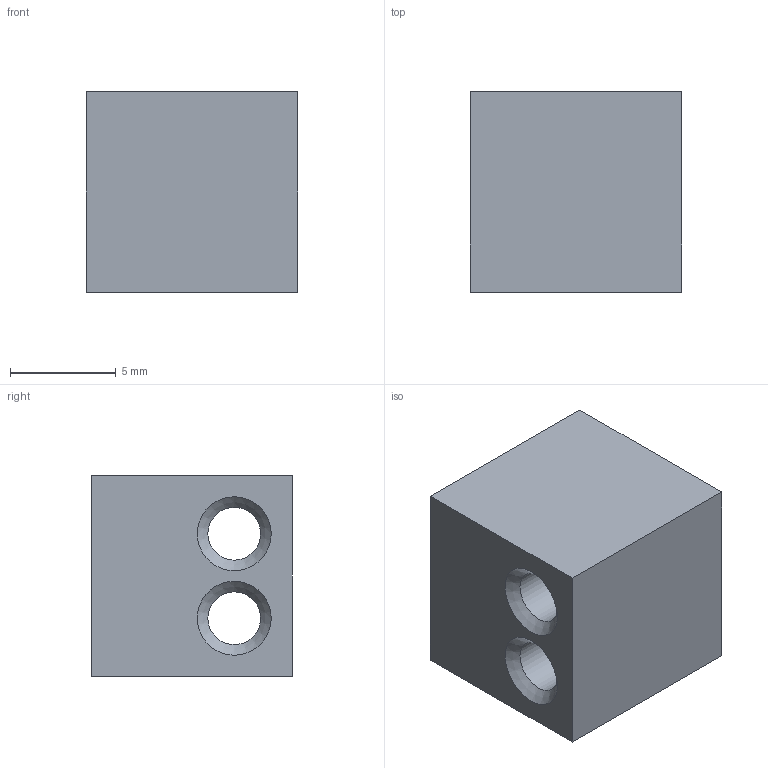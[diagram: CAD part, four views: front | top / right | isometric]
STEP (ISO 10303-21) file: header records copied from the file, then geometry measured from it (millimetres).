
FILE_DESCRIPTION(/* description */ (''),/* implementation_level */ '2;1');
FILE_NAME(/* name */ 'glue_test_PULLING.stp',/* time_stamp */ '2025-12-21T14:49:35+01:00',/* author */ ('szymo'),/* organization */ (''),/* preprocessor_version */ 'ST-DEVELOPER v19',/* originating_system */ 'Autodesk Inventor 2023',/* authorisation */ '');
FILE_SCHEMA (('AUTOMOTIVE_DESIGN { 1 0 10303 214 3 1 1 }'));
Length unit declared in the file: millimetre
Products named in the file (1): glue_test_PULLING
Bounding box: 10 x 9.5 x 9.5 mm (x, y, z)
Volume: 740.7 mm3; surface area: 760.6 mm2
Topology: 1 solids, 1 shells, 18 faces, 38 edges, 24 vertices
Faces by surface type: plane 8, cone 6, cylinder 4
Full cylindrical faces by diameter (mm): 2.5 x2, 3 x2
Entity records: 537 total; most frequent: DIRECTION 92, CARTESIAN_POINT 81, ORIENTED_EDGE 76, EDGE_CURVE 38, AXIS2_PLACEMENT_3D 35, EDGE_LOOP 24, VERTEX_POINT 24, LINE 22
